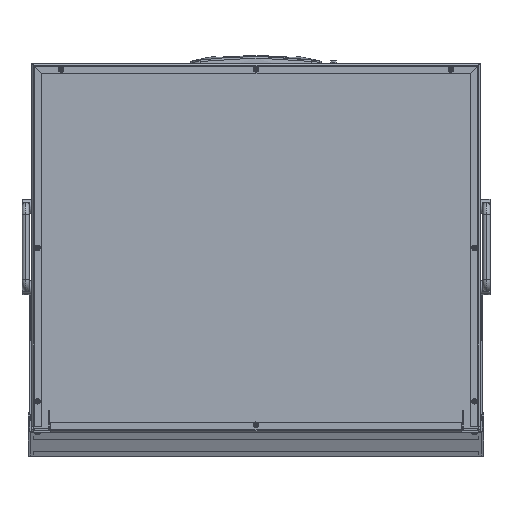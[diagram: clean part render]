
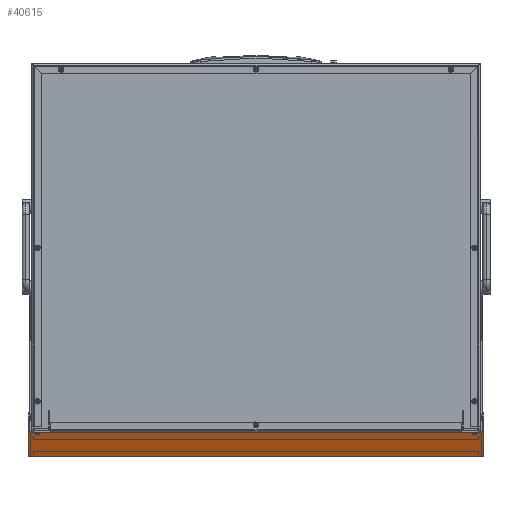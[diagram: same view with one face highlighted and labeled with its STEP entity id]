
A CAD part, front view. The second image highlights one B-rep face of the part: STEP entity #40615.
In plain terms, the highlighted face is planar.
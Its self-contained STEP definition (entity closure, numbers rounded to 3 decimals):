
#1744 = VECTOR ( 'NONE', #55883, 1000. ) ;
#2253 = VERTEX_POINT ( 'NONE', #9071 ) ;
#2764 = VERTEX_POINT ( 'NONE', #21608 ) ;
#5724 = LINE ( 'NONE', #45381, #73157 ) ;
#5836 = CARTESIAN_POINT ( 'NONE',  ( -277.5, 0., -228. ) ) ;
#9071 = CARTESIAN_POINT ( 'NONE',  ( 277.5, -8., -228. ) ) ;
#11029 = VECTOR ( 'NONE', #23020, 1000. ) ;
#11402 = EDGE_CURVE ( 'NONE', #2253, #61237, #11558, .T. ) ;
#11558 = LINE ( 'NONE', #34380, #70730 ) ;
#13489 = ORIENTED_EDGE ( 'NONE', *, *, #56730, .T. ) ;
#14910 = VERTEX_POINT ( 'NONE', #55428 ) ;
#15369 = CARTESIAN_POINT ( 'NONE',  ( -277.5, 0., -228. ) ) ;
#15408 = DIRECTION ( 'NONE',  ( 1., 0., 0. ) ) ;
#15774 = CARTESIAN_POINT ( 'NONE',  ( -279.5, -8., -228. ) ) ;
#16686 = ORIENTED_EDGE ( 'NONE', *, *, #60389, .F. ) ;
#19246 = CARTESIAN_POINT ( 'NONE',  ( 279.5, 33., -228. ) ) ;
#19821 = CARTESIAN_POINT ( 'NONE',  ( -277.5, 33., -228. ) ) ;
#20428 = EDGE_CURVE ( 'NONE', #68737, #2253, #5724, .T. ) ;
#21020 = PLANE ( 'NONE',  #53328 ) ;
#21608 = CARTESIAN_POINT ( 'NONE',  ( -277.5, -8., -228. ) ) ;
#23020 = DIRECTION ( 'NONE',  ( -1., 0., 0. ) ) ;
#24432 = ORIENTED_EDGE ( 'NONE', *, *, #31891, .F. ) ;
#25418 = DIRECTION ( 'NONE',  ( 0., -1., 0. ) ) ;
#26686 = CARTESIAN_POINT ( 'NONE',  ( 279.5, -8., -228. ) ) ;
#26713 = CARTESIAN_POINT ( 'NONE',  ( -277.5, 33., -228. ) ) ;
#27343 = ORIENTED_EDGE ( 'NONE', *, *, #11402, .T. ) ;
#29609 = VECTOR ( 'NONE', #33022, 1000. ) ;
#29687 = EDGE_LOOP ( 'NONE', ( #67406, #13489, #68937, #58431, #16686, #24432, #51254, #27343 ) ) ;
#31891 = EDGE_CURVE ( 'NONE', #68737, #63501, #38250, .T. ) ;
#32982 = CARTESIAN_POINT ( 'NONE',  ( -277.5, 33., -228. ) ) ;
#33022 = DIRECTION ( 'NONE',  ( 0., 1., 0. ) ) ;
#34380 = CARTESIAN_POINT ( 'NONE',  ( 277.5, -8., -228. ) ) ;
#36884 = CARTESIAN_POINT ( 'NONE',  ( -279.5, 33., -228. ) ) ;
#38250 = LINE ( 'NONE', #61395, #29609 ) ;
#38588 = DIRECTION ( 'NONE',  ( 1., 0., 0. ) ) ;
#38675 = DIRECTION ( 'NONE',  ( 0., -1., 0. ) ) ;
#40615 = ADVANCED_FACE ( 'NONE', ( #72193 ), #21020, .F. ) ;
#40643 = EDGE_CURVE ( 'NONE', #14910, #2764, #66963, .T. ) ;
#42373 = VECTOR ( 'NONE', #38675, 1000. ) ;
#43578 = LINE ( 'NONE', #26713, #1744 ) ;
#43708 = CARTESIAN_POINT ( 'NONE',  ( 277.5, 0., -228. ) ) ;
#43862 = DIRECTION ( 'NONE',  ( 0., 0., 1. ) ) ;
#44502 = DIRECTION ( 'NONE',  ( 0., 1., 0. ) ) ;
#45381 = CARTESIAN_POINT ( 'NONE',  ( 279.5, -8., -228. ) ) ;
#47416 = VECTOR ( 'NONE', #38588, 1000. ) ;
#49506 = EDGE_CURVE ( 'NONE', #61237, #50186, #57035, .T. ) ;
#49898 = LINE ( 'NONE', #54778, #42373 ) ;
#50186 = VERTEX_POINT ( 'NONE', #15369 ) ;
#51254 = ORIENTED_EDGE ( 'NONE', *, *, #20428, .T. ) ;
#53328 = AXIS2_PLACEMENT_3D ( 'NONE', #32982, #43862, #15408 ) ;
#54778 = CARTESIAN_POINT ( 'NONE',  ( -279.5, 33., -228. ) ) ;
#55428 = CARTESIAN_POINT ( 'NONE',  ( -279.5, -8., -228. ) ) ;
#55883 = DIRECTION ( 'NONE',  ( -1., 0., 0. ) ) ;
#56730 = EDGE_CURVE ( 'NONE', #50186, #2764, #65748, .T. ) ;
#57035 = LINE ( 'NONE', #5836, #11029 ) ;
#58431 = ORIENTED_EDGE ( 'NONE', *, *, #60541, .F. ) ;
#60389 = EDGE_CURVE ( 'NONE', #63501, #62650, #43578, .T. ) ;
#60541 = EDGE_CURVE ( 'NONE', #62650, #14910, #49898, .T. ) ;
#61237 = VERTEX_POINT ( 'NONE', #43708 ) ;
#61395 = CARTESIAN_POINT ( 'NONE',  ( 279.5, -8., -228. ) ) ;
#62650 = VERTEX_POINT ( 'NONE', #36884 ) ;
#63501 = VERTEX_POINT ( 'NONE', #19246 ) ;
#64150 = VECTOR ( 'NONE', #25418, 1000. ) ;
#65748 = LINE ( 'NONE', #19821, #64150 ) ;
#66963 = LINE ( 'NONE', #15774, #47416 ) ;
#67364 = DIRECTION ( 'NONE',  ( -1., 0., 0. ) ) ;
#67406 = ORIENTED_EDGE ( 'NONE', *, *, #49506, .T. ) ;
#68737 = VERTEX_POINT ( 'NONE', #26686 ) ;
#68937 = ORIENTED_EDGE ( 'NONE', *, *, #40643, .F. ) ;
#70730 = VECTOR ( 'NONE', #44502, 1000. ) ;
#72193 = FACE_OUTER_BOUND ( 'NONE', #29687, .T. ) ;
#73157 = VECTOR ( 'NONE', #67364, 1000. ) ;
